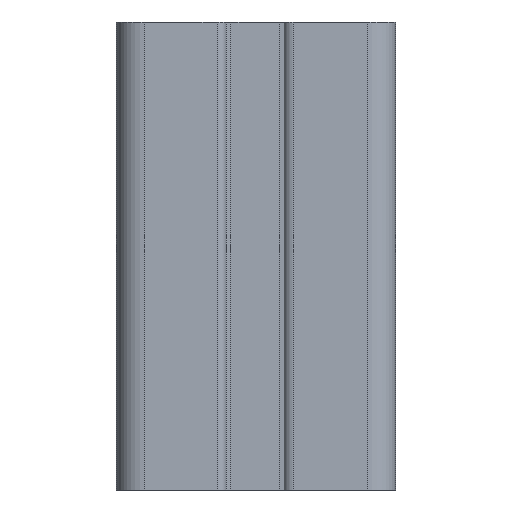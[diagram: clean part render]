
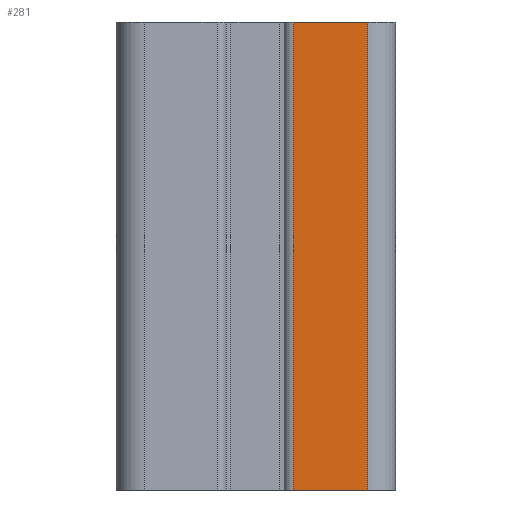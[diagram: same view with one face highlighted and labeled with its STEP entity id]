
A CAD part, left-side view. The second image highlights one B-rep face of the part: STEP entity #281.
In plain terms, the highlighted planar face has unit normal (-1, 0, 0).
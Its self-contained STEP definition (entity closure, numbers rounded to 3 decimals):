
#7 = DIRECTION ( 'NONE',  ( 0., -1., 0. ) ) ;
#99 = DIRECTION ( 'NONE',  ( 0., 0., -1. ) ) ;
#281 = ADVANCED_FACE ( 'NONE', ( #1717 ), #922, .F. ) ;
#400 = VECTOR ( 'NONE', #479, 1000. ) ;
#419 = CARTESIAN_POINT ( 'NONE',  ( -15., -12., 25. ) ) ;
#444 = EDGE_CURVE ( 'NONE', #689, #3197, #2622, .T. ) ;
#450 = ORIENTED_EDGE ( 'NONE', *, *, #2572, .F. ) ;
#470 = CARTESIAN_POINT ( 'NONE',  ( -15., -12., -25. ) ) ;
#479 = DIRECTION ( 'NONE',  ( 0., -1., 0. ) ) ;
#484 = CARTESIAN_POINT ( 'NONE',  ( -15., -4.065, -25. ) ) ;
#521 = VERTEX_POINT ( 'NONE', #953 ) ;
#611 = DIRECTION ( 'NONE',  ( 0., 0., -1. ) ) ;
#689 = VERTEX_POINT ( 'NONE', #1123 ) ;
#843 = DIRECTION ( 'NONE',  ( 0., 1., 0. ) ) ;
#922 = PLANE ( 'NONE',  #1778 ) ;
#953 = CARTESIAN_POINT ( 'NONE',  ( -15., -4.065, 25. ) ) ;
#960 = CARTESIAN_POINT ( 'NONE',  ( -15., -4.065, -25. ) ) ;
#1123 = CARTESIAN_POINT ( 'NONE',  ( -15., -12., 25. ) ) ;
#1155 = VECTOR ( 'NONE', #7, 1000. ) ;
#1211 = CARTESIAN_POINT ( 'NONE',  ( -15., -4.065, 25. ) ) ;
#1217 = EDGE_CURVE ( 'NONE', #521, #3093, #3392, .T. ) ;
#1248 = LINE ( 'NONE', #960, #400 ) ;
#1256 = VECTOR ( 'NONE', #611, 1000. ) ;
#1658 = VECTOR ( 'NONE', #99, 1000. ) ;
#1686 = CARTESIAN_POINT ( 'NONE',  ( -15., -4.065, 25. ) ) ;
#1717 = FACE_OUTER_BOUND ( 'NONE', #2323, .T. ) ;
#1778 = AXIS2_PLACEMENT_3D ( 'NONE', #2600, #2546, #843 ) ;
#1975 = ORIENTED_EDGE ( 'NONE', *, *, #3492, .T. ) ;
#2323 = EDGE_LOOP ( 'NONE', ( #1975, #2337, #450, #2444 ) ) ;
#2337 = ORIENTED_EDGE ( 'NONE', *, *, #444, .F. ) ;
#2444 = ORIENTED_EDGE ( 'NONE', *, *, #1217, .T. ) ;
#2546 = DIRECTION ( 'NONE',  ( 1., 0., 0. ) ) ;
#2572 = EDGE_CURVE ( 'NONE', #521, #689, #3042, .T. ) ;
#2600 = CARTESIAN_POINT ( 'NONE',  ( -15., -4.065, 25. ) ) ;
#2622 = LINE ( 'NONE', #419, #1658 ) ;
#3042 = LINE ( 'NONE', #1686, #1155 ) ;
#3093 = VERTEX_POINT ( 'NONE', #484 ) ;
#3197 = VERTEX_POINT ( 'NONE', #470 ) ;
#3392 = LINE ( 'NONE', #1211, #1256 ) ;
#3492 = EDGE_CURVE ( 'NONE', #3093, #3197, #1248, .T. ) ;
